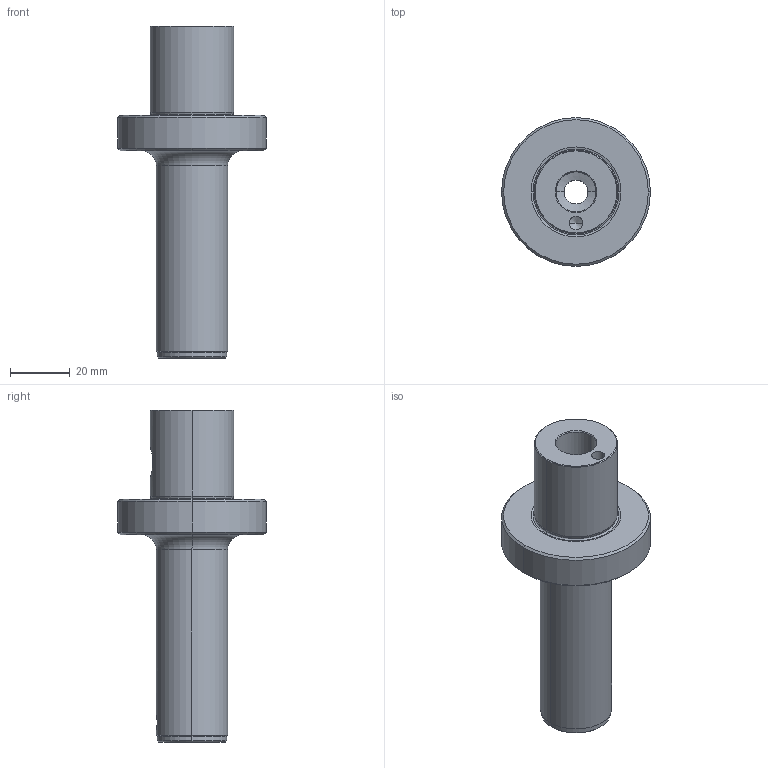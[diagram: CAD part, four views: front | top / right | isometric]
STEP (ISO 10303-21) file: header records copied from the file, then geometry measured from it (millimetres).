
FILE_DESCRIPTION(('no description'),'unknown implementation level');
FILE_NAME('2830C0D8-ABD2-4AC0-BB84-2E33327029D1_export.stp',' ',('CIMSOURCE GmbH'),('CADClick - KiM GmbH - www.kimweb.de'),'unknown preprocess','ACIS','unknown authorization');
FILE_SCHEMA(('automotive_design'));
Length unit declared in the file: millimetre
Products named in the file (2): 332.520 Kaiser CK5 X CK2 X 100B|690.432 Kaiser ETL M5 X 6,5 CK2_Standard;NONE; 332.520 Kaiser CK5 X CK2 X 100B|332.520 Kaiser CK5 X CK2 X 100B_Standard;NONE
Bounding box: 50 x 50 x 111.5 mm (x, y, z)
Volume: 62362.3 mm3; surface area: 17398.8 mm2
Topology: 2 solids, 2 shells, 110 faces, 248 edges, 142 vertices
Faces by surface type: cone 46, cylinder 30, plane 28, torus 6
Entity records: 6156 total; most frequent: CARTESIAN_POINT 817, DIRECTION 562, STYLED_ITEM 498, PRESENTATION_STYLE_ASSIGNMENT 498, COLOUR_RGB 498, ORIENTED_EDGE 488, EDGE_CURVE 244, CURVE_STYLE 244
